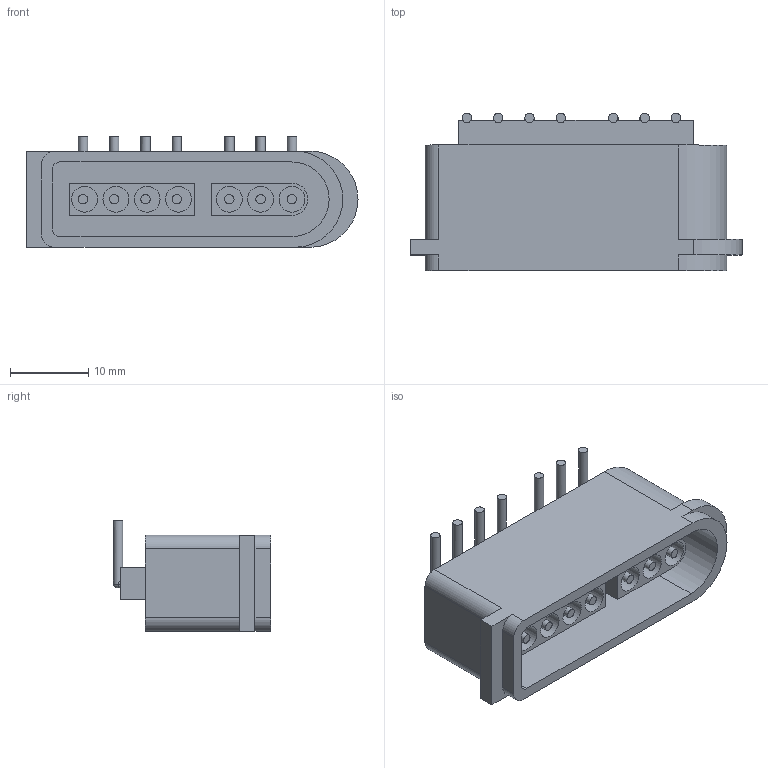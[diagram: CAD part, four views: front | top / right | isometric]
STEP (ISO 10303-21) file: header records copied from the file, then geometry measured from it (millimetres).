
FILE_DESCRIPTION(/* description */ (''),/* implementation_level */ '2;1');
FILE_NAME(/* name */ 'SNES_Connector_LEFT.step',/* time_stamp */ '2020-05-18T22:36:00-04:00',/* author */ (''),/* organization */ (''),/* preprocessor_version */ 'ST-DEVELOPER v18.1',/* originating_system */ 'Autodesk Translation Framework v9.3.0.1241',/* authorisation */ '');
FILE_SCHEMA (('AUTOMOTIVE_DESIGN { 1 0 10303 214 3 1 1 }'));
Length unit declared in the file: millimetre
Products named in the file (3): Connector; Pin; Pin(Mirror)
Assembly tree (7 placements, depth 2):
  Connector
    Pin  x3
    Pin(Mirror)  x4
Bounding box: 42.44 x 20.1 x 14.15 mm (x, y, z)
Volume: 4034 mm3; surface area: 6203.7 mm2
Topology: 8 solids, 8 shells, 124 faces, 270 edges, 159 vertices
Faces by surface type: plane 64, cylinder 39, bspline 21
Full cylindrical faces by diameter (mm): 1.2 x14, 3.3 x7
Entity records: 2522 total; most frequent: CARTESIAN_POINT 742, DIRECTION 361, ORIENTED_EDGE 322, EDGE_CURVE 161, AXIS2_PLACEMENT_3D 133, VERTEX_POINT 104, LINE 95, VECTOR 95
